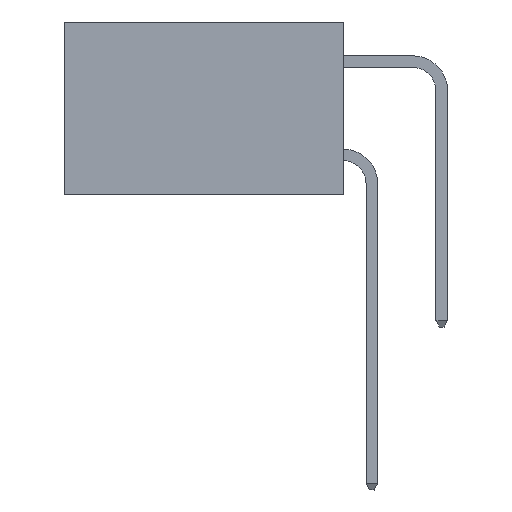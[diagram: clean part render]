
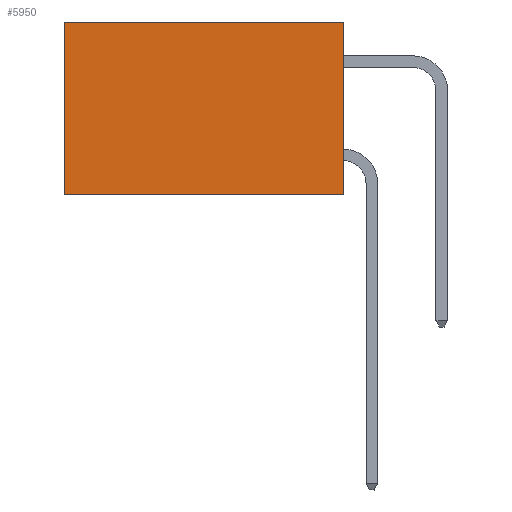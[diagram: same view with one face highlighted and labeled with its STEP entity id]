
A CAD part, left-side view. The second image highlights one B-rep face of the part: STEP entity #5950.
In plain terms, the highlighted planar face has unit normal (-1, 0, 0).
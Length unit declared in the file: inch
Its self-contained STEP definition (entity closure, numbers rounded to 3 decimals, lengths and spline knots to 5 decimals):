
#1061 = EDGE_CURVE ( 'NONE', #9946, #9351, #23147, .T. ) ;
#1673 = VECTOR ( 'NONE', #19353, 39.37008 ) ;
#4428 = DIRECTION ( 'NONE',  ( 0., 1., 0. ) ) ;
#5080 = DIRECTION ( 'NONE',  ( 0., 0., -1. ) ) ;
#5491 = VERTEX_POINT ( 'NONE', #7112 ) ;
#5730 = VECTOR ( 'NONE', #4428, 39.37008 ) ;
#5950 = ADVANCED_FACE ( 'NONE', ( #15206 ), #22816, .F. ) ;
#7112 = CARTESIAN_POINT ( 'NONE',  ( 0.298, 0.6, 0. ) ) ;
#7175 = VERTEX_POINT ( 'NONE', #16706 ) ;
#7755 = EDGE_CURVE ( 'NONE', #5491, #9351, #21758, .T. ) ;
#8332 = EDGE_CURVE ( 'NONE', #7175, #9946, #17593, .T. ) ;
#8874 = CARTESIAN_POINT ( 'NONE',  ( 0.298, 0., -0.37 ) ) ;
#8940 = ORIENTED_EDGE ( 'NONE', *, *, #1061, .F. ) ;
#9108 = CARTESIAN_POINT ( 'NONE',  ( 0.298, 0.6, 0. ) ) ;
#9351 = VERTEX_POINT ( 'NONE', #14611 ) ;
#9405 = EDGE_LOOP ( 'NONE', ( #16218, #8940, #14175, #13763 ) ) ;
#9946 = VERTEX_POINT ( 'NONE', #8874 ) ;
#10054 = CARTESIAN_POINT ( 'NONE',  ( 0.298, 0., -0.37 ) ) ;
#10136 = CARTESIAN_POINT ( 'NONE',  ( 0.298, 0., 0. ) ) ;
#10798 = VECTOR ( 'NONE', #13350, 39.37008 ) ;
#11450 = CARTESIAN_POINT ( 'NONE',  ( 0.298, 0., 0. ) ) ;
#11919 = EDGE_CURVE ( 'NONE', #7175, #5491, #19168, .T. ) ;
#13350 = DIRECTION ( 'NONE',  ( 0., 0., -1. ) ) ;
#13763 = ORIENTED_EDGE ( 'NONE', *, *, #11919, .T. ) ;
#14175 = ORIENTED_EDGE ( 'NONE', *, *, #8332, .F. ) ;
#14611 = CARTESIAN_POINT ( 'NONE',  ( 0.298, 0.6, -0.37 ) ) ;
#15206 = FACE_OUTER_BOUND ( 'NONE', #9405, .T. ) ;
#16218 = ORIENTED_EDGE ( 'NONE', *, *, #7755, .T. ) ;
#16706 = CARTESIAN_POINT ( 'NONE',  ( 0.298, 0., 0. ) ) ;
#17255 = DIRECTION ( 'NONE',  ( 0., 0., -1. ) ) ;
#17593 = LINE ( 'NONE', #11450, #10798 ) ;
#19091 = CARTESIAN_POINT ( 'NONE',  ( 0.298, 0., 0. ) ) ;
#19168 = LINE ( 'NONE', #10136, #5730 ) ;
#19353 = DIRECTION ( 'NONE',  ( 0., 1., 0. ) ) ;
#19400 = DIRECTION ( 'NONE',  ( 1., 0., 0. ) ) ;
#21758 = LINE ( 'NONE', #9108, #22219 ) ;
#22219 = VECTOR ( 'NONE', #5080, 39.37008 ) ;
#22585 = AXIS2_PLACEMENT_3D ( 'NONE', #19091, #19400, #17255 ) ;
#22816 = PLANE ( 'NONE',  #22585 ) ;
#23147 = LINE ( 'NONE', #10054, #1673 ) ;
